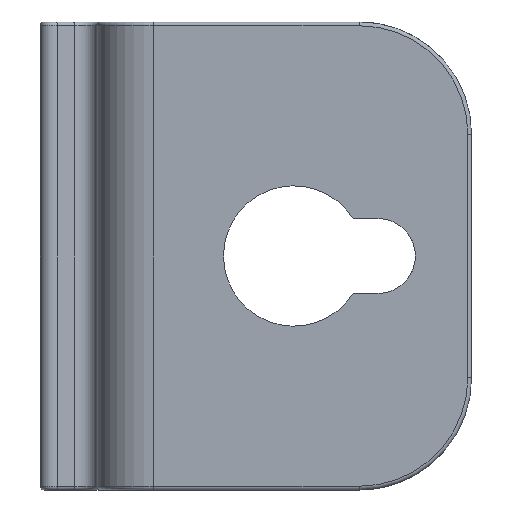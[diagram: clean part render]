
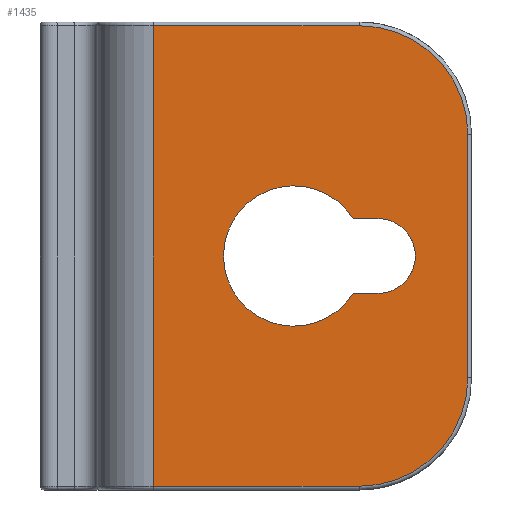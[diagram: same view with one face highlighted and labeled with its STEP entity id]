
A CAD part, front view. The second image highlights one B-rep face of the part: STEP entity #1435.
In plain terms, the highlighted planar face has unit normal (0, -1, 0).
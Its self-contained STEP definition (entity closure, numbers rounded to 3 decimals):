
#75 = VECTOR ( 'NONE', #2243, 1000. ) ;
#130 = CARTESIAN_POINT ( 'NONE',  ( 336.75, -4.431, 15.2 ) ) ;
#136 = DIRECTION ( 'NONE',  ( 0., -1., 0. ) ) ;
#171 = CARTESIAN_POINT ( 'NONE',  ( 337.75, -4.431, 25.5 ) ) ;
#179 = ORIENTED_EDGE ( 'NONE', *, *, #402, .F. ) ;
#187 = FACE_BOUND ( 'NONE', #1223, .T. ) ;
#192 = EDGE_CURVE ( 'NONE', #1995, #1834, #2530, .T. ) ;
#216 = AXIS2_PLACEMENT_3D ( 'NONE', #2002, #2198, #1015 ) ;
#244 = EDGE_CURVE ( 'NONE', #1721, #1749, #1412, .T. ) ;
#271 = CARTESIAN_POINT ( 'NONE',  ( 336.423, -4.431, 29.5 ) ) ;
#290 = VECTOR ( 'NONE', #1324, 1000. ) ;
#369 = VERTEX_POINT ( 'NONE', #2542 ) ;
#374 = VECTOR ( 'NONE', #1652, 1000. ) ;
#388 = ORIENTED_EDGE ( 'NONE', *, *, #2085, .T. ) ;
#402 = EDGE_CURVE ( 'NONE', #1749, #954, #1040, .T. ) ;
#464 = CARTESIAN_POINT ( 'NONE',  ( 336.423, -4.431, 25.5 ) ) ;
#540 = CARTESIAN_POINT ( 'NONE',  ( 322.75, -4.431, 29.5 ) ) ;
#605 = PLANE ( 'NONE',  #216 ) ;
#653 = ORIENTED_EDGE ( 'NONE', *, *, #829, .T. ) ;
#662 = CARTESIAN_POINT ( 'NONE',  ( 322.75, -4.431, 39.8 ) ) ;
#670 = CARTESIAN_POINT ( 'NONE',  ( 336.75, -4.431, 21. ) ) ;
#684 = ORIENTED_EDGE ( 'NONE', *, *, #192, .F. ) ;
#743 = DIRECTION ( 'NONE',  ( -1., 0., 0. ) ) ;
#764 = EDGE_CURVE ( 'NONE', #2126, #369, #812, .T. ) ;
#767 = CARTESIAN_POINT ( 'NONE',  ( 333.25, -4.431, 27.5 ) ) ;
#774 = AXIS2_PLACEMENT_3D ( 'NONE', #895, #2278, #1090 ) ;
#783 = ORIENTED_EDGE ( 'NONE', *, *, #2178, .T. ) ;
#806 = LINE ( 'NONE', #2413, #1326 ) ;
#812 = CIRCLE ( 'NONE', #2075, 5.8 ) ;
#826 = LINE ( 'NONE', #540, #1827 ) ;
#829 = EDGE_CURVE ( 'NONE', #1261, #2378, #2208, .T. ) ;
#845 = CARTESIAN_POINT ( 'NONE',  ( 325.75, -4.431, 15. ) ) ;
#865 = CARTESIAN_POINT ( 'NONE',  ( 325.75, -4.431, 39.8 ) ) ;
#873 = DIRECTION ( 'NONE',  ( 0., 0., -1. ) ) ;
#881 = CARTESIAN_POINT ( 'NONE',  ( 329.5, -4.431, 27.5 ) ) ;
#895 = CARTESIAN_POINT ( 'NONE',  ( 336.75, -4.431, 34. ) ) ;
#923 = EDGE_CURVE ( 'NONE', #2173, #2473, #1429, .T. ) ;
#925 = CARTESIAN_POINT ( 'NONE',  ( 336.75, -4.431, 39.8 ) ) ;
#926 = ORIENTED_EDGE ( 'NONE', *, *, #764, .T. ) ;
#936 = EDGE_LOOP ( 'NONE', ( #1951, #926, #388, #653, #783, #2543 ) ) ;
#954 = VERTEX_POINT ( 'NONE', #464 ) ;
#966 = DIRECTION ( 'NONE',  ( 0., 0., -1. ) ) ;
#995 = CARTESIAN_POINT ( 'NONE',  ( 333.25, -4.431, 27.5 ) ) ;
#1007 = VECTOR ( 'NONE', #2388, 1000. ) ;
#1015 = DIRECTION ( 'NONE',  ( 0., 0., -1. ) ) ;
#1040 = CIRCLE ( 'NONE', #1600, 3.75 ) ;
#1045 = DIRECTION ( 'NONE',  ( 0., 0., 1. ) ) ;
#1090 = DIRECTION ( 'NONE',  ( 0., 0., -1. ) ) ;
#1098 = AXIS2_PLACEMENT_3D ( 'NONE', #1325, #136, #1536 ) ;
#1190 = DIRECTION ( 'NONE',  ( 0., 0., -1. ) ) ;
#1214 = CARTESIAN_POINT ( 'NONE',  ( 322.75, -4.431, 25.5 ) ) ;
#1223 = EDGE_LOOP ( 'NONE', ( #684, #2576, #179, #2220, #1342 ) ) ;
#1241 = FACE_OUTER_BOUND ( 'NONE', #936, .T. ) ;
#1261 = VERTEX_POINT ( 'NONE', #2506 ) ;
#1324 = DIRECTION ( 'NONE',  ( 1., 0., 0. ) ) ;
#1325 = CARTESIAN_POINT ( 'NONE',  ( 337.75, -4.431, 27.5 ) ) ;
#1326 = VECTOR ( 'NONE', #1045, 1000. ) ;
#1342 = ORIENTED_EDGE ( 'NONE', *, *, #1864, .F. ) ;
#1412 = CIRCLE ( 'NONE', #1899, 3.75 ) ;
#1429 = LINE ( 'NONE', #845, #374 ) ;
#1435 = ADVANCED_FACE ( 'NONE', ( #1241, #187 ), #605, .T. ) ;
#1520 = CARTESIAN_POINT ( 'NONE',  ( 337.75, -4.431, 29.5 ) ) ;
#1523 = EDGE_CURVE ( 'NONE', #954, #1995, #2234, .T. ) ;
#1536 = DIRECTION ( 'NONE',  ( 0., 0., -1. ) ) ;
#1600 = AXIS2_PLACEMENT_3D ( 'NONE', #995, #2373, #1190 ) ;
#1652 = DIRECTION ( 'NONE',  ( 0., 0., -1. ) ) ;
#1721 = VERTEX_POINT ( 'NONE', #271 ) ;
#1749 = VERTEX_POINT ( 'NONE', #881 ) ;
#1763 = CARTESIAN_POINT ( 'NONE',  ( 325.75, -4.431, 15.2 ) ) ;
#1827 = VECTOR ( 'NONE', #743, 1000. ) ;
#1834 = VERTEX_POINT ( 'NONE', #1520 ) ;
#1863 = EDGE_CURVE ( 'NONE', #2473, #2126, #2019, .T. ) ;
#1864 = EDGE_CURVE ( 'NONE', #1834, #1721, #826, .T. ) ;
#1899 = AXIS2_PLACEMENT_3D ( 'NONE', #767, #2157, #966 ) ;
#1951 = ORIENTED_EDGE ( 'NONE', *, *, #1863, .T. ) ;
#1995 = VERTEX_POINT ( 'NONE', #171 ) ;
#2002 = CARTESIAN_POINT ( 'NONE',  ( 322.75, -4.431, 15. ) ) ;
#2019 = LINE ( 'NONE', #130, #290 ) ;
#2050 = CARTESIAN_POINT ( 'NONE',  ( 336.75, -4.431, 15.2 ) ) ;
#2069 = DIRECTION ( 'NONE',  ( 0., -1., 0. ) ) ;
#2075 = AXIS2_PLACEMENT_3D ( 'NONE', #670, #2069, #873 ) ;
#2085 = EDGE_CURVE ( 'NONE', #369, #1261, #806, .T. ) ;
#2126 = VERTEX_POINT ( 'NONE', #2050 ) ;
#2157 = DIRECTION ( 'NONE',  ( 0., -1., 0. ) ) ;
#2173 = VERTEX_POINT ( 'NONE', #865 ) ;
#2178 = EDGE_CURVE ( 'NONE', #2378, #2173, #2202, .T. ) ;
#2198 = DIRECTION ( 'NONE',  ( 0., -1., 0. ) ) ;
#2202 = LINE ( 'NONE', #662, #75 ) ;
#2208 = CIRCLE ( 'NONE', #774, 5.8 ) ;
#2220 = ORIENTED_EDGE ( 'NONE', *, *, #244, .F. ) ;
#2234 = LINE ( 'NONE', #1214, #1007 ) ;
#2243 = DIRECTION ( 'NONE',  ( -1., 0., 0. ) ) ;
#2278 = DIRECTION ( 'NONE',  ( 0., -1., 0. ) ) ;
#2373 = DIRECTION ( 'NONE',  ( 0., -1., 0. ) ) ;
#2378 = VERTEX_POINT ( 'NONE', #925 ) ;
#2388 = DIRECTION ( 'NONE',  ( 1., 0., 0. ) ) ;
#2413 = CARTESIAN_POINT ( 'NONE',  ( 342.55, -4.431, 15. ) ) ;
#2473 = VERTEX_POINT ( 'NONE', #1763 ) ;
#2506 = CARTESIAN_POINT ( 'NONE',  ( 342.55, -4.431, 34. ) ) ;
#2530 = CIRCLE ( 'NONE', #1098, 2. ) ;
#2542 = CARTESIAN_POINT ( 'NONE',  ( 342.55, -4.431, 21. ) ) ;
#2543 = ORIENTED_EDGE ( 'NONE', *, *, #923, .T. ) ;
#2576 = ORIENTED_EDGE ( 'NONE', *, *, #1523, .F. ) ;
